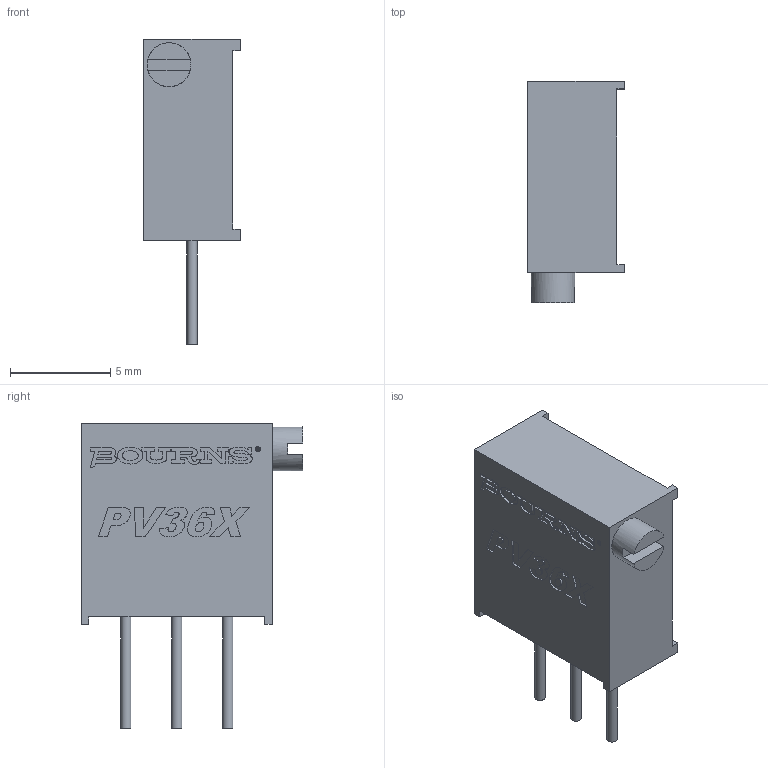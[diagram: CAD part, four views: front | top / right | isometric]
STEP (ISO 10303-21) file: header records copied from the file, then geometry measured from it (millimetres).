
FILE_DESCRIPTION(/* description */ (''),/* implementation_level */ '2;1');
FILE_NAME(/* name */ 'PV36X_trimmer_pot.step',/* time_stamp */ '2020-04-14T13:23:32+02:00',/* author */ (''),/* organization */ (''),/* preprocessor_version */ 'ST-DEVELOPER v18',/* originating_system */ 'Autodesk Translation Framework v8.12.0.6',/* authorisation */ '');
FILE_SCHEMA (('AUTOMOTIVE_DESIGN { 1 0 10303 214 3 1 1 }'));
Length unit declared in the file: millimetre
Products named in the file (1): Bourns PV36 Vertical
Bounding box: 4.83 x 11.05 x 15.23 mm (x, y, z)
Volume: 418.1 mm3; surface area: 421.2 mm2
Topology: 5 solids, 5 shells, 300 faces, 844 edges, 579 vertices
Faces by surface type: plane 169, bspline 127, cylinder 4
Full cylindrical faces by diameter (mm): 0.51 x3, 2.19 x1
Entity records: 10560 total; most frequent: CARTESIAN_POINT 3831, ORIENTED_EDGE 1688, DIRECTION 904, EDGE_CURVE 844, VERTEX_POINT 579, LINE 532, VECTOR 532, EDGE_LOOP 325
